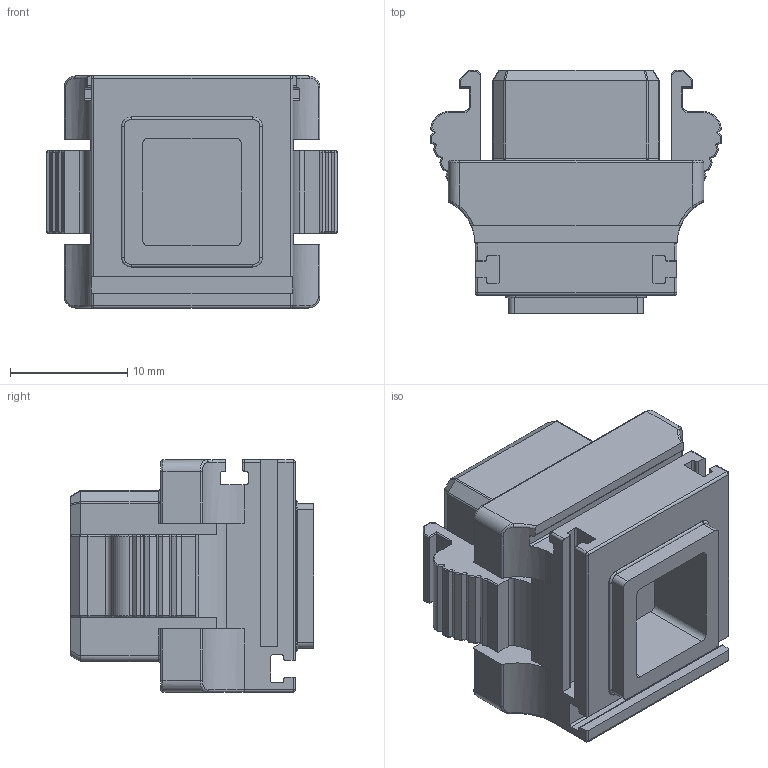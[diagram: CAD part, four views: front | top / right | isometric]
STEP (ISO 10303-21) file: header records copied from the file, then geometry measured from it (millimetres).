
FILE_DESCRIPTION((''),'2;1');
FILE_NAME('33578012523','2019-10-31T',('presta_be4'),(''),'CREO PARAMETRIC BY PTC INC, 2018360','CREO PARAMETRIC BY PTC INC, 2018360','');
FILE_SCHEMA(('CONFIG_CONTROL_DESIGN'));
Length unit declared in the file: millimetre
Products named in the file (1): 33578012523
Bounding box: 24.8 x 20.75 x 19.8 mm (x, y, z)
Volume: 4666 mm3; surface area: 3570.4 mm2
Topology: 1 solids, 1 shells, 384 faces, 974 edges, 596 vertices
Faces by surface type: cylinder 198, plane 138, torus 32, bspline 8, sphere 4, cone 4
Entity records: 12352 total; most frequent: CARTESIAN_POINT 3260, ORIENTED_EDGE 1948, DIRECTION 1820, EDGE_CURVE 974, AXIS2_PLACEMENT_3D 622, VERTEX_POINT 596, VECTOR 576, LINE 576
